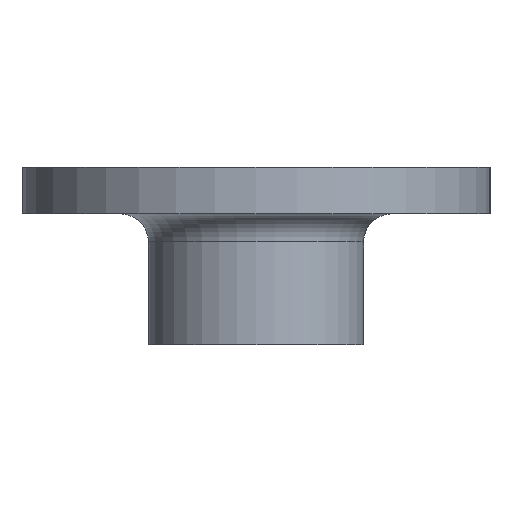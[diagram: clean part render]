
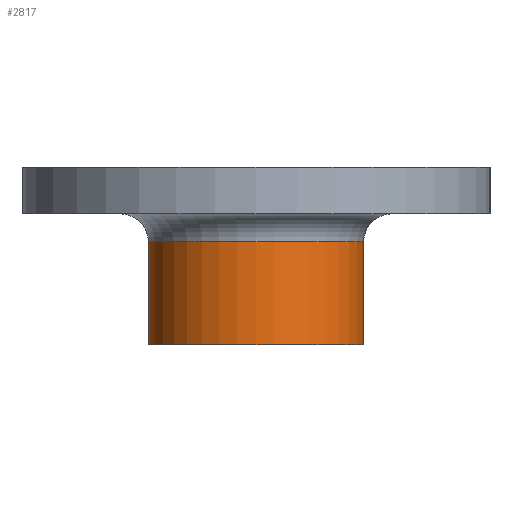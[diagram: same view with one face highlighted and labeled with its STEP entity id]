
A CAD part, left-side view. The second image highlights one B-rep face of the part: STEP entity #2817.
In plain terms, the highlighted cylindrical face has radius 5.75 mm (diameter 11.5 mm), a full revolution.
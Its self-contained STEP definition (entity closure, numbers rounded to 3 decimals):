
#34=CYLINDRICAL_SURFACE('',#2988,5.75);
#80=CIRCLE('',#2985,5.75);
#83=CIRCLE('',#2989,5.75);
#307=FACE_OUTER_BOUND('',#481,.T.);
#481=EDGE_LOOP('',(#2520,#2521,#2522,#2523));
#835=LINE('',#5031,#1095);
#1095=VECTOR('',#3541,5.75);
#1362=VERTEX_POINT('',#5023);
#1364=VERTEX_POINT('',#5029);
#1753=EDGE_CURVE('',#1362,#1362,#80,.T.);
#1756=EDGE_CURVE('',#1364,#1364,#83,.T.);
#1757=EDGE_CURVE('',#1364,#1362,#835,.T.);
#2520=ORIENTED_EDGE('',*,*,#1756,.T.);
#2521=ORIENTED_EDGE('',*,*,#1757,.T.);
#2522=ORIENTED_EDGE('',*,*,#1753,.F.);
#2523=ORIENTED_EDGE('',*,*,#1757,.F.);
#2817=ADVANCED_FACE('',(#307),#34,.T.);
#2985=AXIS2_PLACEMENT_3D('',#5024,#3531,#3532);
#2988=AXIS2_PLACEMENT_3D('',#5028,#3537,#3538);
#2989=AXIS2_PLACEMENT_3D('',#5030,#3539,#3540);
#3531=DIRECTION('center_axis',(0.,0.,1.));
#3532=DIRECTION('ref_axis',(1.,0.,0.));
#3537=DIRECTION('center_axis',(0.,0.,-1.));
#3538=DIRECTION('ref_axis',(1.,0.,0.));
#3539=DIRECTION('center_axis',(0.,0.,1.));
#3540=DIRECTION('ref_axis',(1.,0.,0.));
#3541=DIRECTION('',(0.,0.,1.));
#5023=CARTESIAN_POINT('',(-5.75,0.,-1.5));
#5024=CARTESIAN_POINT('Origin',(0.,0.,
-1.5));
#5028=CARTESIAN_POINT('Origin',(0.,0.,
0.));
#5029=CARTESIAN_POINT('',(-5.75,0.,-7.));
#5030=CARTESIAN_POINT('Origin',(0.,0.,
-7.));
#5031=CARTESIAN_POINT('',(-5.75,0.,0.));
